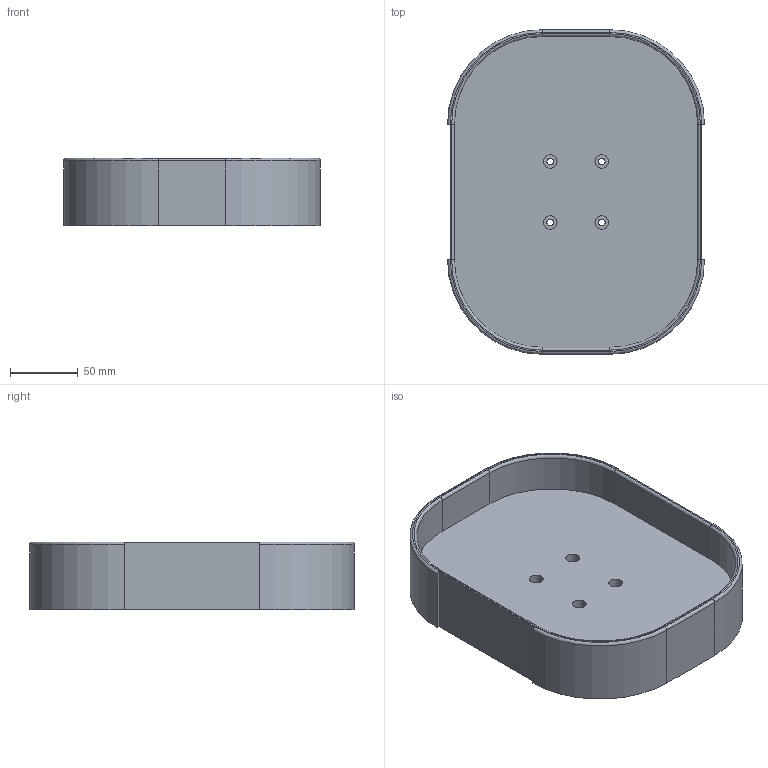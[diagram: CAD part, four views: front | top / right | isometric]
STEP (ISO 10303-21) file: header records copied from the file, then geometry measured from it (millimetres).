
FILE_DESCRIPTION(/* description */ (''),/* implementation_level */ '2;1');
FILE_NAME(/* name */ 'part_shuttle.stp',/* time_stamp */ '2020-07-03T18:18:36+01:00',/* author */ ('romanp'),/* organization */ (''),/* preprocessor_version */ 'ST-DEVELOPER v17',/* originating_system */ 'Autodesk Inventor 2019',/* authorisation */ '');
FILE_SCHEMA (('AUTOMOTIVE_DESIGN { 1 0 10303 214 3 1 1 }'));
Length unit declared in the file: millimetre
Products named in the file (2): Assembly1; Part2
Assembly tree (1 placements, depth 2):
  Assembly1
    Part2
Bounding box: 190 x 240 x 50 mm (x, y, z)
Volume: 911494.9 mm3; surface area: 141283.9 mm2
Topology: 1 solids, 1 shells, 49 faces, 110 edges, 68 vertices
Faces by surface type: cylinder 22, plane 19, torus 8
Full cylindrical faces by diameter (mm): 5 x4, 10 x4
Entity records: 1453 total; most frequent: DIRECTION 270, CARTESIAN_POINT 230, ORIENTED_EDGE 220, EDGE_CURVE 110, AXIS2_PLACEMENT_3D 108, VERTEX_POINT 68, EDGE_LOOP 62, CIRCLE 56
